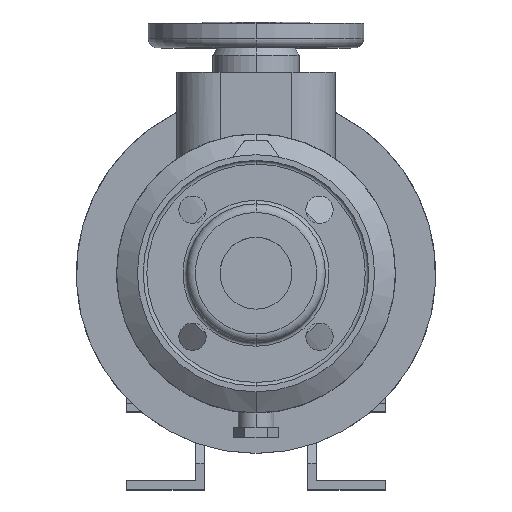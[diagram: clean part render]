
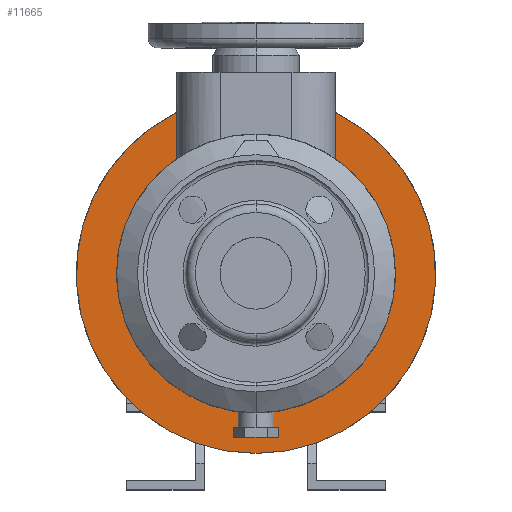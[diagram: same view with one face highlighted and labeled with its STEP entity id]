
A CAD part, top view. The second image highlights one B-rep face of the part: STEP entity #11665.
In plain terms, the highlighted planar face has unit normal (0, 0, 1).
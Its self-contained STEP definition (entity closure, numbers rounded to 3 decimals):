
#282 = DIRECTION ( 'NONE',  ( 0., 1., 0. ) ) ;
#586 = LINE ( 'NONE', #4868, #1531 ) ;
#945 = DIRECTION ( 'NONE',  ( 0., -1., 0. ) ) ;
#1149 = ORIENTED_EDGE ( 'NONE', *, *, #2872, .T. ) ;
#1455 = AXIS2_PLACEMENT_3D ( 'NONE', #9009, #1932, #945 ) ;
#1531 = VECTOR ( 'NONE', #9124, 1000. ) ;
#1932 = DIRECTION ( 'NONE',  ( 0., 0., 1. ) ) ;
#1968 = CARTESIAN_POINT ( 'NONE',  ( -55., 112.25, -43. ) ) ;
#2203 = VERTEX_POINT ( 'NONE', #3656 ) ;
#2234 = VERTEX_POINT ( 'NONE', #7906 ) ;
#2326 = VERTEX_POINT ( 'NONE', #10361 ) ;
#2353 = CIRCLE ( 'NONE', #1455, 125. ) ;
#2767 = AXIS2_PLACEMENT_3D ( 'NONE', #4633, #5618, #282 ) ;
#2872 = EDGE_CURVE ( 'NONE', #10309, #2326, #2353, .T. ) ;
#2923 = DIRECTION ( 'NONE',  ( 0., 0., 1. ) ) ;
#2993 = CARTESIAN_POINT ( 'NONE',  ( 55., 79.9, -43. ) ) ;
#3002 = EDGE_CURVE ( 'NONE', #6838, #2203, #8856, .T. ) ;
#3656 = CARTESIAN_POINT ( 'NONE',  ( 55., 112.25, -43. ) ) ;
#3687 = DIRECTION ( 'NONE',  ( 0., 0., 1. ) ) ;
#4481 = VERTEX_POINT ( 'NONE', #13070 ) ;
#4633 = CARTESIAN_POINT ( 'NONE',  ( 0., 97., -43. ) ) ;
#4868 = CARTESIAN_POINT ( 'NONE',  ( -55., -125.002, -43. ) ) ;
#5613 = DIRECTION ( 'NONE',  ( 0., 0., 1. ) ) ;
#5618 = DIRECTION ( 'NONE',  ( 0., 0., -1. ) ) ;
#5673 = EDGE_CURVE ( 'NONE', #2326, #2203, #11371, .T. ) ;
#5933 = EDGE_CURVE ( 'NONE', #4481, #10309, #586, .T. ) ;
#6752 = ORIENTED_EDGE ( 'NONE', *, *, #13853, .F. ) ;
#6838 = VERTEX_POINT ( 'NONE', #2993 ) ;
#6900 = AXIS2_PLACEMENT_3D ( 'NONE', #8297, #2923, #9416 ) ;
#7056 = VECTOR ( 'NONE', #8649, 1000. ) ;
#7835 = CARTESIAN_POINT ( 'NONE',  ( 0., 0., -43. ) ) ;
#7842 = PLANE ( 'NONE',  #2767 ) ;
#7846 = ORIENTED_EDGE ( 'NONE', *, *, #5673, .T. ) ;
#7906 = CARTESIAN_POINT ( 'NONE',  ( 0., -97., -43. ) ) ;
#7940 = DIRECTION ( 'NONE',  ( 0., -1., 0. ) ) ;
#8297 = CARTESIAN_POINT ( 'NONE',  ( 0., 0., -43. ) ) ;
#8633 = EDGE_CURVE ( 'NONE', #2234, #6838, #13870, .T. ) ;
#8649 = DIRECTION ( 'NONE',  ( 0., 1., 0. ) ) ;
#8856 = LINE ( 'NONE', #10696, #7056 ) ;
#8928 = AXIS2_PLACEMENT_3D ( 'NONE', #10324, #3687, #7940 ) ;
#9009 = CARTESIAN_POINT ( 'NONE',  ( 0., 0., -43. ) ) ;
#9124 = DIRECTION ( 'NONE',  ( 0., 1., 0. ) ) ;
#9302 = AXIS2_PLACEMENT_3D ( 'NONE', #7835, #5613, #10930 ) ;
#9416 = DIRECTION ( 'NONE',  ( 0., -1., 0. ) ) ;
#9527 = CIRCLE ( 'NONE', #9302, 97. ) ;
#9550 = ORIENTED_EDGE ( 'NONE', *, *, #8633, .F. ) ;
#10063 = EDGE_LOOP ( 'NONE', ( #13004, #9550, #6752, #13605, #1149, #7846 ) ) ;
#10309 = VERTEX_POINT ( 'NONE', #1968 ) ;
#10324 = CARTESIAN_POINT ( 'NONE',  ( 0., 0., -43. ) ) ;
#10361 = CARTESIAN_POINT ( 'NONE',  ( 0., -125., -43. ) ) ;
#10696 = CARTESIAN_POINT ( 'NONE',  ( 55., -125.002, -43. ) ) ;
#10930 = DIRECTION ( 'NONE',  ( 0., -1., 0. ) ) ;
#11371 = CIRCLE ( 'NONE', #6900, 125. ) ;
#11665 = ADVANCED_FACE ( 'NONE', ( #13047 ), #7842, .F. ) ;
#13004 = ORIENTED_EDGE ( 'NONE', *, *, #3002, .F. ) ;
#13047 = FACE_OUTER_BOUND ( 'NONE', #10063, .T. ) ;
#13070 = CARTESIAN_POINT ( 'NONE',  ( -55., 79.9, -43. ) ) ;
#13605 = ORIENTED_EDGE ( 'NONE', *, *, #5933, .T. ) ;
#13853 = EDGE_CURVE ( 'NONE', #4481, #2234, #9527, .T. ) ;
#13870 = CIRCLE ( 'NONE', #8928, 97. ) ;
